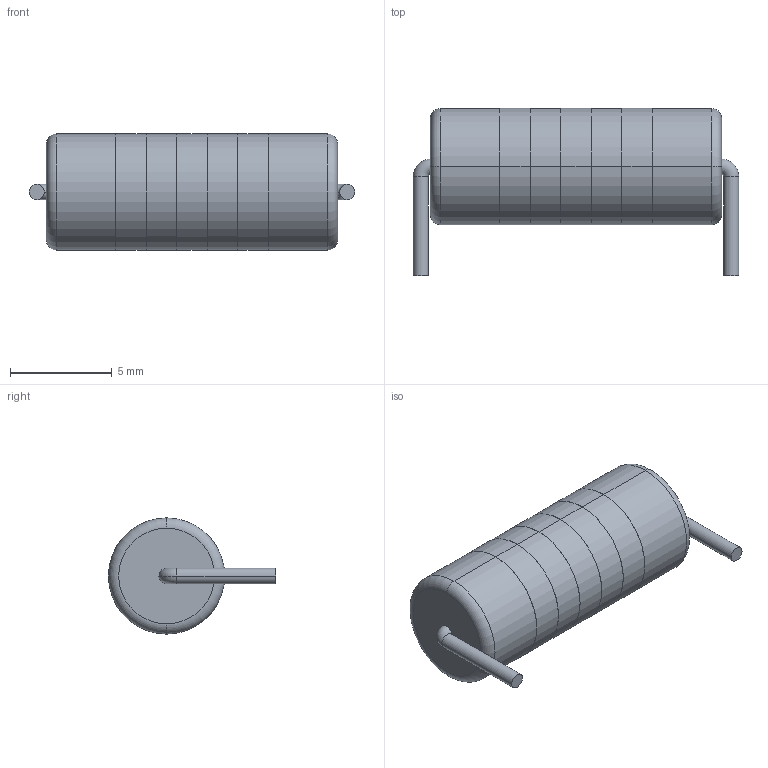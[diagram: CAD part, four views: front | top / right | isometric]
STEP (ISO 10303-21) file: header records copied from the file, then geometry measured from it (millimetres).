
FILE_DESCRIPTION (( 'STEP AP203' ), '1' );
FILE_NAME ('R_L14.3_D5.7_P15.24_DIN0614_Horizontal.STEP', '2024-02-29T18:26:30', ( '' ), ( '' ), 'SwSTEP 2.0', 'SolidWorks 2018', '' );
FILE_SCHEMA (( 'CONFIG_CONTROL_DESIGN' ));
Length unit declared in the file: millimetre
Products named in the file (1): R_L14.3_D5.7_P15.24_DIN0614_Horizontal
Bounding box: 15.99 x 8.21 x 5.71 mm (x, y, z)
Volume: 368.4 mm3; surface area: 326.3 mm2
Topology: 1 solids, 1 shells, 36 faces, 70 edges, 44 vertices
Faces by surface type: cylinder 18, plane 10, torus 8
Entity records: 1043 total; most frequent: DIRECTION 188, CARTESIAN_POINT 187, ORIENTED_EDGE 140, AXIS2_PLACEMENT_3D 85, EDGE_CURVE 70, CIRCLE 48, EDGE_LOOP 44, VERTEX_POINT 44
